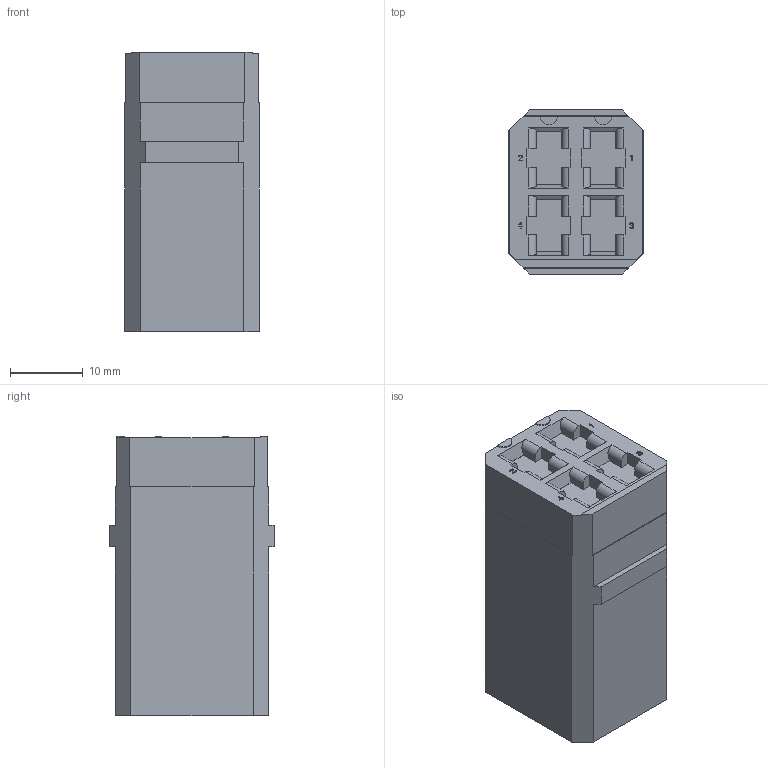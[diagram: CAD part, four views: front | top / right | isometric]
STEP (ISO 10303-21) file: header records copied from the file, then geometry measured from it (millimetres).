
FILE_DESCRIPTION((''),'2;1');
FILE_NAME('C-202625-2','2015-09-14T',('workeradm'),('Tyco Electronics Ltd.'),'PRO/ENGINEER BY PARAMETRIC TECHNOLOGY CORPORATION, 2014090','PRO/ENGINEER BY PARAMETRIC TECHNOLOGY CORPORATION, 2014090','');
FILE_SCHEMA(('AUTOMOTIVE_DESIGN { 1 0 10303 214 1 1 1 1 }'));
Length unit declared in the file: millimetre
Products named in the file (1): C-202625-2
Bounding box: 18.49 x 22.5 x 38.25 mm (x, y, z)
Volume: 13858.7 mm3; surface area: 3995.2 mm2
Topology: 1 solids, 1 shells, 247 faces, 696 edges, 464 vertices
Faces by surface type: plane 229, cylinder 18
Entity records: 8102 total; most frequent: CARTESIAN_POINT 1537, ORIENTED_EDGE 1392, DIRECTION 1194, EDGE_CURVE 696, VECTOR 660, LINE 660, VERTEX_POINT 464, AXIS2_PLACEMENT_3D 267
